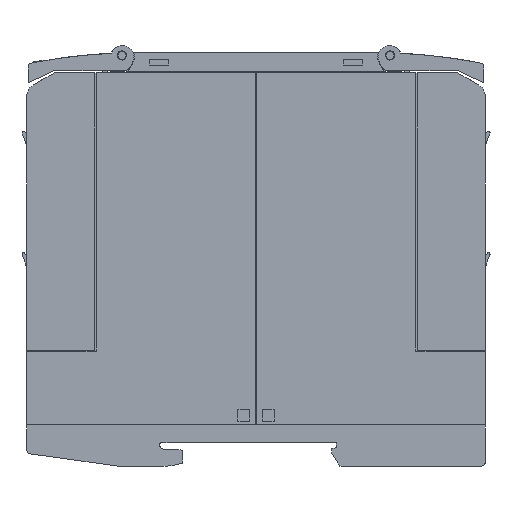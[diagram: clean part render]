
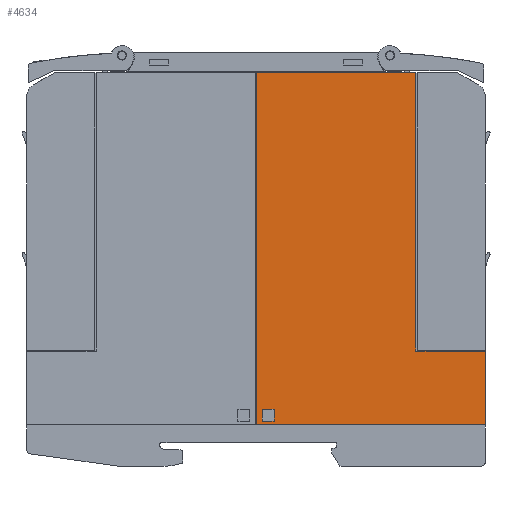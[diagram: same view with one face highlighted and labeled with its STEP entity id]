
A CAD part, left-side view. The second image highlights one B-rep face of the part: STEP entity #4634.
In plain terms, the highlighted planar face has unit normal (-1, 0, 0).
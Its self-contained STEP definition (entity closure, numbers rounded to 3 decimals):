
#4634=ADVANCED_FACE('',(#9438,#9439),#9440,.T.);
#9438=FACE_BOUND('',#14311,.T.);
#9439=FACE_OUTER_BOUND('',#14312,.T.);
#9440=PLANE('',#14313);
#14311=EDGE_LOOP('',(#29098,#29099,#29100,#29101));
#14312=EDGE_LOOP('',(#29102,#29103,#29104,#29105,#29106,#29107));
#14313=AXIS2_PLACEMENT_3D('',#29108,#29109,#29110);
#29098=ORIENTED_EDGE('',*,*,#35555,.T.);
#29099=ORIENTED_EDGE('',*,*,#35531,.T.);
#29100=ORIENTED_EDGE('',*,*,#35539,.T.);
#29101=ORIENTED_EDGE('',*,*,#35552,.T.);
#29102=ORIENTED_EDGE('',*,*,#30298,.T.);
#29103=ORIENTED_EDGE('',*,*,#35557,.T.);
#29104=ORIENTED_EDGE('',*,*,#35565,.T.);
#29105=ORIENTED_EDGE('',*,*,#35545,.F.);
#29106=ORIENTED_EDGE('',*,*,#35566,.T.);
#29107=ORIENTED_EDGE('',*,*,#35561,.T.);
#29108=CARTESIAN_POINT('',(0.0,25.98,9.001));
#29109=DIRECTION('',(-1.0,0.0,0.0));
#29110=DIRECTION('',(0.0,-1.0,0.0));
#30298=EDGE_CURVE('',#36632,#36636,#36638,.T.);
#35531=EDGE_CURVE('',#44415,#44413,#44416,.T.);
#35539=EDGE_CURVE('',#44413,#44424,#44426,.T.);
#35545=EDGE_CURVE('',#44435,#44437,#44438,.T.);
#35552=EDGE_CURVE('',#44424,#44447,#44449,.T.);
#35555=EDGE_CURVE('',#44447,#44415,#44452,.T.);
#35557=EDGE_CURVE('',#36636,#44454,#44455,.T.);
#35561=EDGE_CURVE('',#44460,#36632,#44461,.T.);
#35565=EDGE_CURVE('',#44454,#44437,#44466,.T.);
#35566=EDGE_CURVE('',#44435,#44460,#44467,.T.);
#36632=VERTEX_POINT('',#46111);
#36636=VERTEX_POINT('',#46117);
#36638=LINE('',#46120,#46121);
#44413=VERTEX_POINT('',#57735);
#44415=VERTEX_POINT('',#57738);
#44416=LINE('',#57739,#57740);
#44424=VERTEX_POINT('',#57752);
#44426=LINE('',#57755,#57756);
#44435=VERTEX_POINT('',#57768);
#44437=VERTEX_POINT('',#57771);
#44438=LINE('',#57772,#57773);
#44447=VERTEX_POINT('',#57786);
#44449=LINE('',#57789,#57790);
#44452=LINE('',#57794,#57795);
#44454=VERTEX_POINT('',#57797);
#44455=LINE('',#57798,#57799);
#44460=VERTEX_POINT('',#57806);
#44461=LINE('',#57807,#57808);
#44466=LINE('',#57815,#57816);
#44467=LINE('',#57817,#57818);
#46111=CARTESIAN_POINT('',(0.0,1.03,25.101));
#46117=CARTESIAN_POINT('',(0.0,16.13,25.101));
#46120=CARTESIAN_POINT('',(0.0,17.255,25.101));
#46121=VECTOR('',#58803,1.0);
#57735=CARTESIAN_POINT('',(0.0,47.03,12.401));
#57738=CARTESIAN_POINT('',(0.0,49.63,12.401));
#57739=CARTESIAN_POINT('',(0.0,37.155,12.401));
#57740=VECTOR('',#63674,1.0);
#57752=CARTESIAN_POINT('',(0.0,47.03,9.801));
#57755=CARTESIAN_POINT('',(0.0,47.03,10.051));
#57756=VECTOR('',#63680,1.0);
#57768=CARTESIAN_POINT('',(0.0,50.93,9.001));
#57771=CARTESIAN_POINT('',(0.0,50.93,85.801));
#57772=CARTESIAN_POINT('',(0.0,50.93,9.001));
#57773=VECTOR('',#63685,1.0);
#57786=CARTESIAN_POINT('',(0.0,49.63,9.801));
#57789=CARTESIAN_POINT('',(0.0,37.155,9.801));
#57790=VECTOR('',#63691,1.0);
#57794=CARTESIAN_POINT('',(0.0,49.63,10.051));
#57795=VECTOR('',#63693,1.0);
#57797=CARTESIAN_POINT('',(0.0,16.13,85.801));
#57798=CARTESIAN_POINT('',(0.0,16.13,32.226));
#57799=VECTOR('',#63694,1.0);
#57806=CARTESIAN_POINT('',(0.0,1.03,9.001));
#57807=CARTESIAN_POINT('',(0.0,1.03,9.001));
#57808=VECTOR('',#63697,1.0);
#57815=CARTESIAN_POINT('',(0.0,50.93,85.801));
#57816=VECTOR('',#63700,1.0);
#57817=CARTESIAN_POINT('',(0.0,50.93,9.001));
#57818=VECTOR('',#63701,1.0);
#58803=DIRECTION('',(0.0,1.0,-0.0));
#63674=DIRECTION('',(-0.0,-1.0,-0.0));
#63680=DIRECTION('',(-0.0,-0.0,-1.0));
#63685=DIRECTION('',(0.0,0.0,1.0));
#63691=DIRECTION('',(0.0,1.0,-0.0));
#63693=DIRECTION('',(0.0,0.0,1.0));
#63694=DIRECTION('',(0.0,0.0,1.0));
#63697=DIRECTION('',(0.0,0.0,1.0));
#63700=DIRECTION('',(0.0,1.0,-0.0));
#63701=DIRECTION('',(0.0,-1.0,0.0));
